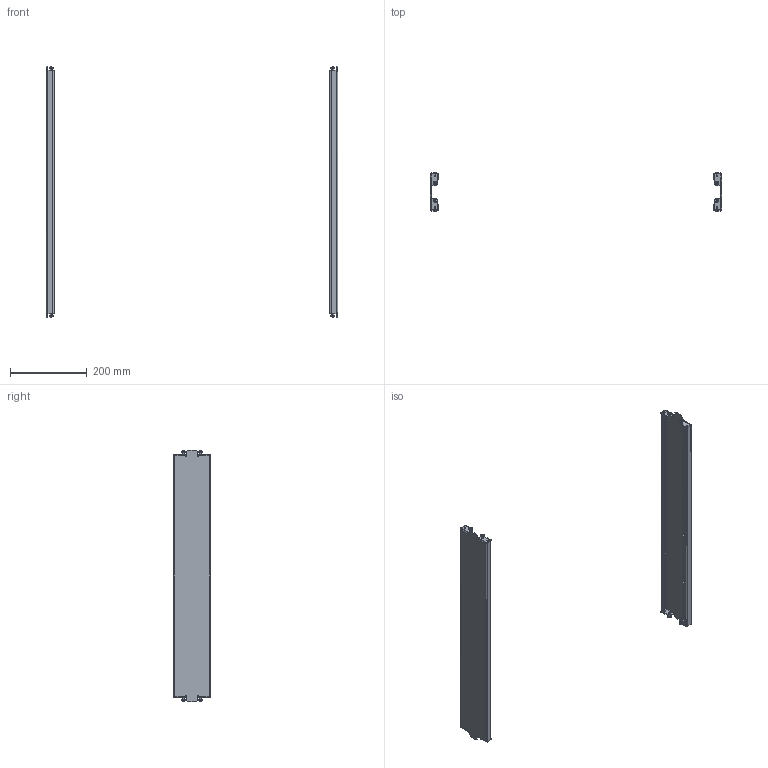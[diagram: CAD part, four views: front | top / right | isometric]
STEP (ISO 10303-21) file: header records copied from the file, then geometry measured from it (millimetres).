
FILE_DESCRIPTION (( 'STEP AP203' ), '1' );
FILE_NAME ('UR12503100080 Ýëåìåíòû áîêîâûå öîêîëÿ 100ìì RS52 00.80 RAL7035 (2øò) (000.136.078-03).STEP', '2022-04-14T05:20:19', ( '' ), ( '' ), 'SwSTEP 2.0', 'SolidWorks 2017', '' );
FILE_SCHEMA (( 'CONFIG_CONTROL_DESIGN' ));
Length unit declared in the file: millimetre
Products named in the file (3): UR12503100080 Ýëåìåíòû áîêîâûå öîêîëÿ 100ìì RS52 00.80 RAL7035 (2øò) (000.136.078-03); 070-73 Ïàíåëü öîêîëÿ RS52_03 (00.80); Âèíò DIN 7500 C TORX_Œ5å12
Assembly tree (10 placements, depth 2):
  UR12503100080 Ýëåìåíòû áîêîâûå öîêîëÿ 100ìì RS52 00.80 RAL7035 (2øò) (000.136.078-03)
    070-73 Ïàíåëü öîêîëÿ RS52_03 (00.80)  x2
    Âèíò DIN 7500 C TORX_Œ5å12  x8
Bounding box: 759 x 98 x 654.8 mm (x, y, z)
Volume: 402455.1 mm3; surface area: 419576.4 mm2
Topology: 10 solids, 10 shells, 1140 faces, 3200 edges, 2088 vertices
Faces by surface type: plane 672, cylinder 404, cone 32, bspline 16, sphere 16
Entity records: 15785 total; most frequent: CARTESIAN_POINT 3108, ORIENTED_EDGE 2528, DIRECTION 2405, EDGE_CURVE 1264, LINE 923, VECTOR 923, VERTEX_POINT 822, AXIS2_PLACEMENT_3D 741
